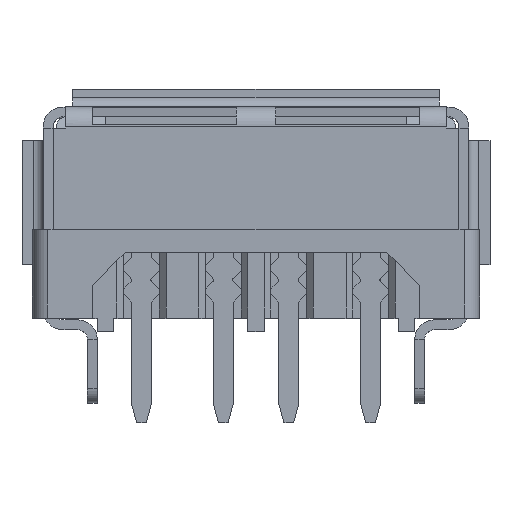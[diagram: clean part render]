
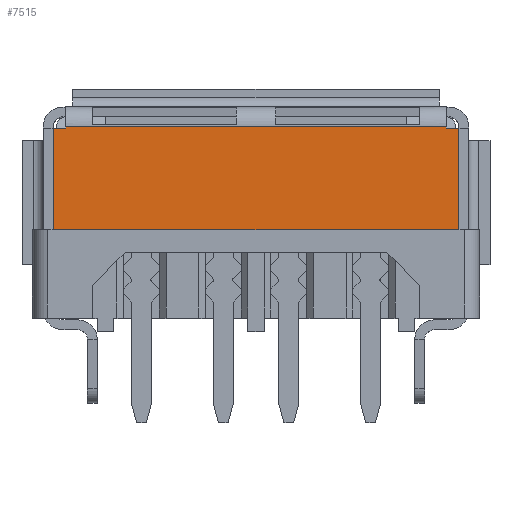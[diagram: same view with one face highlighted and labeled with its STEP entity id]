
A CAD part, top view. The second image highlights one B-rep face of the part: STEP entity #7515.
In plain terms, the highlighted planar face has unit normal (0, 0, 1).
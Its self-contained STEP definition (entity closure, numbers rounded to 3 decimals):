
#308 = DIRECTION ( 'NONE',  ( 1., 0., 0. ) ) ;
#632 = CARTESIAN_POINT ( 'NONE',  ( 6.814, 2.784, 7.1 ) ) ;
#634 = CARTESIAN_POINT ( 'NONE',  ( 7.184, 2.784, 7.1 ) ) ;
#646 = EDGE_CURVE ( 'NONE', #21435, #20592, #19964, .T. ) ;
#1666 = LINE ( 'NONE', #5780, #2020 ) ;
#1671 = DIRECTION ( 'NONE',  ( 0., 1., 0. ) ) ;
#2020 = VECTOR ( 'NONE', #13521, 1000. ) ;
#2109 = CARTESIAN_POINT ( 'NONE',  ( -4.806, 2.834, 7.1 ) ) ;
#2699 = VECTOR ( 'NONE', #1671, 1000. ) ;
#2900 = CARTESIAN_POINT ( 'NONE',  ( -4.806, 2.834, 7.1 ) ) ;
#3046 = DIRECTION ( 'NONE',  ( 0., -1., 0. ) ) ;
#3319 = PLANE ( 'NONE',  #13504 ) ;
#3456 = CARTESIAN_POINT ( 'NONE',  ( 1.004, 1.259, 7.1 ) ) ;
#4019 = EDGE_CURVE ( 'NONE', #20592, #21753, #22616, .T. ) ;
#4161 = LINE ( 'NONE', #2109, #10578 ) ;
#4929 = CARTESIAN_POINT ( 'NONE',  ( 7.184, -0.316, 7.1 ) ) ;
#4982 = CARTESIAN_POINT ( 'NONE',  ( -5.176, 2.784, 7.1 ) ) ;
#5563 = EDGE_CURVE ( 'NONE', #22468, #23457, #10468, .T. ) ;
#5780 = CARTESIAN_POINT ( 'NONE',  ( -5.176, -0.316, 7.1 ) ) ;
#5984 = ORIENTED_EDGE ( 'NONE', *, *, #4019, .T. ) ;
#6563 = DIRECTION ( 'NONE',  ( -1., 0., 0. ) ) ;
#6950 = CARTESIAN_POINT ( 'NONE',  ( -5.176, 2.784, 7.1 ) ) ;
#7445 = DIRECTION ( 'NONE',  ( 0., 0., 1. ) ) ;
#7515 = ADVANCED_FACE ( 'NONE', ( #19171 ), #3319, .T. ) ;
#7741 = CARTESIAN_POINT ( 'NONE',  ( 6.814, 2.834, 7.1 ) ) ;
#8486 = CARTESIAN_POINT ( 'NONE',  ( -4.806, 2.784, 7.1 ) ) ;
#8493 = EDGE_CURVE ( 'NONE', #23457, #9079, #24560, .T. ) ;
#8803 = EDGE_CURVE ( 'NONE', #15904, #9079, #24844, .T. ) ;
#9079 = VERTEX_POINT ( 'NONE', #632 ) ;
#9513 = LINE ( 'NONE', #17507, #2699 ) ;
#9554 = CARTESIAN_POINT ( 'NONE',  ( -4.806, 2.784, 7.1 ) ) ;
#10343 = EDGE_CURVE ( 'NONE', #21753, #22468, #1666, .T. ) ;
#10468 = LINE ( 'NONE', #4929, #11577 ) ;
#10578 = VECTOR ( 'NONE', #308, 1000. ) ;
#11016 = EDGE_LOOP ( 'NONE', ( #16974, #13381, #15710, #17555, #24193, #17887, #5984, #24296 ) ) ;
#11327 = CARTESIAN_POINT ( 'NONE',  ( 7.184, -0.316, 7.1 ) ) ;
#11413 = VECTOR ( 'NONE', #15467, 1000. ) ;
#11577 = VECTOR ( 'NONE', #20250, 1000. ) ;
#12007 = EDGE_CURVE ( 'NONE', #21435, #18665, #9513, .T. ) ;
#13381 = ORIENTED_EDGE ( 'NONE', *, *, #8493, .T. ) ;
#13504 = AXIS2_PLACEMENT_3D ( 'NONE', #3456, #7445, #21357 ) ;
#13521 = DIRECTION ( 'NONE',  ( 1., 0., 0. ) ) ;
#15467 = DIRECTION ( 'NONE',  ( 0., -1., 0. ) ) ;
#15710 = ORIENTED_EDGE ( 'NONE', *, *, #8803, .F. ) ;
#15904 = VERTEX_POINT ( 'NONE', #18519 ) ;
#16122 = VECTOR ( 'NONE', #6563, 1000. ) ;
#16352 = DIRECTION ( 'NONE',  ( -1., 0., 0. ) ) ;
#16974 = ORIENTED_EDGE ( 'NONE', *, *, #5563, .T. ) ;
#17507 = CARTESIAN_POINT ( 'NONE',  ( -4.806, 2.784, 7.1 ) ) ;
#17555 = ORIENTED_EDGE ( 'NONE', *, *, #21054, .F. ) ;
#17887 = ORIENTED_EDGE ( 'NONE', *, *, #646, .T. ) ;
#18519 = CARTESIAN_POINT ( 'NONE',  ( 6.814, 2.834, 7.1 ) ) ;
#18665 = VERTEX_POINT ( 'NONE', #2900 ) ;
#19171 = FACE_OUTER_BOUND ( 'NONE', #11016, .T. ) ;
#19964 = LINE ( 'NONE', #8486, #16122 ) ;
#20250 = DIRECTION ( 'NONE',  ( 0., 1., 0. ) ) ;
#20481 = VECTOR ( 'NONE', #16352, 1000. ) ;
#20592 = VERTEX_POINT ( 'NONE', #6950 ) ;
#21054 = EDGE_CURVE ( 'NONE', #18665, #15904, #4161, .T. ) ;
#21357 = DIRECTION ( 'NONE',  ( 0., -1., 0. ) ) ;
#21377 = CARTESIAN_POINT ( 'NONE',  ( -5.176, -0.316, 7.1 ) ) ;
#21435 = VERTEX_POINT ( 'NONE', #9554 ) ;
#21753 = VERTEX_POINT ( 'NONE', #21377 ) ;
#22297 = CARTESIAN_POINT ( 'NONE',  ( 7.184, 2.784, 7.1 ) ) ;
#22468 = VERTEX_POINT ( 'NONE', #11327 ) ;
#22616 = LINE ( 'NONE', #4982, #23086 ) ;
#23086 = VECTOR ( 'NONE', #3046, 1000. ) ;
#23457 = VERTEX_POINT ( 'NONE', #22297 ) ;
#24193 = ORIENTED_EDGE ( 'NONE', *, *, #12007, .F. ) ;
#24296 = ORIENTED_EDGE ( 'NONE', *, *, #10343, .T. ) ;
#24560 = LINE ( 'NONE', #634, #20481 ) ;
#24844 = LINE ( 'NONE', #7741, #11413 ) ;
